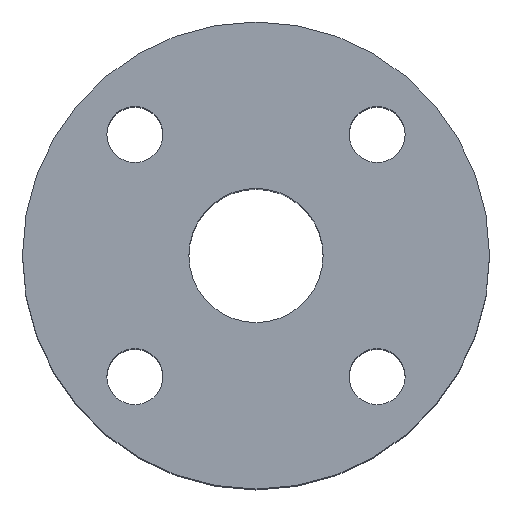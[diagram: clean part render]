
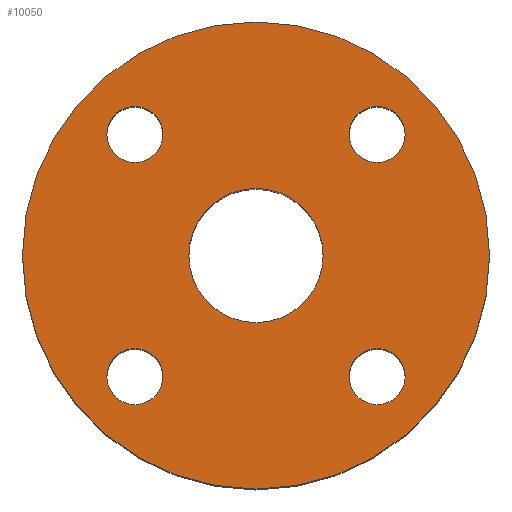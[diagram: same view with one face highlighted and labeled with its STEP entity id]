
A CAD part, top view. The second image highlights one B-rep face of the part: STEP entity #10050.
In plain terms, the highlighted planar face has unit normal (0, 0, 1).
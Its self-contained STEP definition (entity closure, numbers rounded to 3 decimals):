
#153 = CARTESIAN_POINT ( 'NONE',  ( 38.891, 38.891, 0. ) ) ;
#443 = DIRECTION ( 'NONE',  ( 0., 1., 0. ) ) ;
#631 = AXIS2_PLACEMENT_3D ( 'NONE', #2960, #740, #5292 ) ;
#632 = DIRECTION ( 'NONE',  ( 0., 0., 1. ) ) ;
#694 = EDGE_CURVE ( 'NONE', #22240, #4836, #1039, .T. ) ;
#740 = DIRECTION ( 'NONE',  ( 0., 0., 1. ) ) ;
#780 = EDGE_CURVE ( 'NONE', #25267, #22016, #10841, .T. ) ;
#876 = EDGE_CURVE ( 'NONE', #6966, #11962, #5660, .T. ) ;
#1039 = CIRCLE ( 'NONE', #23506, 9. ) ;
#1166 = ORIENTED_EDGE ( 'NONE', *, *, #780, .F. ) ;
#1456 = EDGE_LOOP ( 'NONE', ( #3423, #19684 ) ) ;
#1707 = CIRCLE ( 'NONE', #4997, 9. ) ;
#1932 = AXIS2_PLACEMENT_3D ( 'NONE', #153, #9079, #8502 ) ;
#2069 = AXIS2_PLACEMENT_3D ( 'NONE', #16757, #632, #18954 ) ;
#2611 = DIRECTION ( 'NONE',  ( -1., 0., 0. ) ) ;
#2811 = DIRECTION ( 'NONE',  ( 0., 0., 1. ) ) ;
#2960 = CARTESIAN_POINT ( 'NONE',  ( 0., 0., 0. ) ) ;
#3104 = EDGE_LOOP ( 'NONE', ( #19536, #1166 ) ) ;
#3328 = AXIS2_PLACEMENT_3D ( 'NONE', #28290, #17170, #26097 ) ;
#3423 = ORIENTED_EDGE ( 'NONE', *, *, #15558, .F. ) ;
#3773 = VERTEX_POINT ( 'NONE', #16696 ) ;
#4107 = CARTESIAN_POINT ( 'NONE',  ( 21.55, 0., 0. ) ) ;
#4227 = CARTESIAN_POINT ( 'NONE',  ( -75., 0., 0. ) ) ;
#4521 = DIRECTION ( 'NONE',  ( 1., 0., 0. ) ) ;
#4817 = AXIS2_PLACEMENT_3D ( 'NONE', #6710, #15506, #4521 ) ;
#4836 = VERTEX_POINT ( 'NONE', #10036 ) ;
#4997 = AXIS2_PLACEMENT_3D ( 'NONE', #11575, #2811, #443 ) ;
#5171 = EDGE_CURVE ( 'NONE', #5611, #14992, #15024, .T. ) ;
#5200 = CIRCLE ( 'NONE', #22041, 9. ) ;
#5292 = DIRECTION ( 'NONE',  ( 1., 0., 0. ) ) ;
#5298 = ORIENTED_EDGE ( 'NONE', *, *, #14801, .T. ) ;
#5611 = VERTEX_POINT ( 'NONE', #23598 ) ;
#5660 = CIRCLE ( 'NONE', #25777, 21.55 ) ;
#5770 = DIRECTION ( 'NONE',  ( 1., 0., 0. ) ) ;
#6038 = DIRECTION ( 'NONE',  ( -1., 0., 0. ) ) ;
#6710 = CARTESIAN_POINT ( 'NONE',  ( 0., 0., 0. ) ) ;
#6966 = VERTEX_POINT ( 'NONE', #4107 ) ;
#6994 = FACE_BOUND ( 'NONE', #11031, .T. ) ;
#7319 = EDGE_CURVE ( 'NONE', #9510, #3773, #1707, .T. ) ;
#7474 = DIRECTION ( 'NONE',  ( 1., 0., 0. ) ) ;
#7505 = VERTEX_POINT ( 'NONE', #4227 ) ;
#7969 = CARTESIAN_POINT ( 'NONE',  ( 0., 0., 0. ) ) ;
#8136 = CARTESIAN_POINT ( 'NONE',  ( 47.891, -38.891, 0. ) ) ;
#8151 = CARTESIAN_POINT ( 'NONE',  ( 75., 0., 0. ) ) ;
#8502 = DIRECTION ( 'NONE',  ( 1., 0., 0. ) ) ;
#8594 = ORIENTED_EDGE ( 'NONE', *, *, #694, .F. ) ;
#8654 = ORIENTED_EDGE ( 'NONE', *, *, #876, .F. ) ;
#8976 = EDGE_LOOP ( 'NONE', ( #5298, #9086 ) ) ;
#9079 = DIRECTION ( 'NONE',  ( 0., 0., 1. ) ) ;
#9086 = ORIENTED_EDGE ( 'NONE', *, *, #12471, .T. ) ;
#9184 = FACE_BOUND ( 'NONE', #3104, .T. ) ;
#9510 = VERTEX_POINT ( 'NONE', #26943 ) ;
#9956 = DIRECTION ( 'NONE',  ( 0., 0., 1. ) ) ;
#10036 = CARTESIAN_POINT ( 'NONE',  ( 47.891, 38.891, 0. ) ) ;
#10050 = ADVANCED_FACE ( 'NONE', ( #9184, #17993, #18280, #27054, #6994, #28820 ), #22661, .F. ) ;
#10366 = AXIS2_PLACEMENT_3D ( 'NONE', #7969, #19531, #5770 ) ;
#10759 = DIRECTION ( 'NONE',  ( 0., 0., 1. ) ) ;
#10841 = CIRCLE ( 'NONE', #3328, 9. ) ;
#10940 = DIRECTION ( 'NONE',  ( 0., 0., -1. ) ) ;
#10983 = EDGE_CURVE ( 'NONE', #22016, #25267, #5200, .T. ) ;
#11031 = EDGE_LOOP ( 'NONE', ( #8654, #12752 ) ) ;
#11575 = CARTESIAN_POINT ( 'NONE',  ( -38.891, 38.891, 0. ) ) ;
#11782 = EDGE_CURVE ( 'NONE', #4836, #22240, #28569, .T. ) ;
#11962 = VERTEX_POINT ( 'NONE', #24003 ) ;
#12471 = EDGE_CURVE ( 'NONE', #7505, #17487, #23009, .T. ) ;
#12741 = CIRCLE ( 'NONE', #25856, 9. ) ;
#12752 = ORIENTED_EDGE ( 'NONE', *, *, #24686, .F. ) ;
#13695 = CIRCLE ( 'NONE', #4817, 75. ) ;
#14801 = EDGE_CURVE ( 'NONE', #17487, #7505, #13695, .T. ) ;
#14887 = DIRECTION ( 'NONE',  ( 0., 0., 1. ) ) ;
#14992 = VERTEX_POINT ( 'NONE', #27274 ) ;
#15024 = CIRCLE ( 'NONE', #17776, 9. ) ;
#15506 = DIRECTION ( 'NONE',  ( 0., 0., 1. ) ) ;
#15558 = EDGE_CURVE ( 'NONE', #3773, #9510, #12741, .T. ) ;
#16696 = CARTESIAN_POINT ( 'NONE',  ( -29.891, 38.891, 0. ) ) ;
#16757 = CARTESIAN_POINT ( 'NONE',  ( -38.891, -38.891, 0. ) ) ;
#16880 = DIRECTION ( 'NONE',  ( 0., 0., 1. ) ) ;
#17170 = DIRECTION ( 'NONE',  ( 0., 0., 1. ) ) ;
#17186 = CARTESIAN_POINT ( 'NONE',  ( -38.891, -38.891, 0. ) ) ;
#17487 = VERTEX_POINT ( 'NONE', #8151 ) ;
#17776 = AXIS2_PLACEMENT_3D ( 'NONE', #17186, #26111, #6038 ) ;
#17993 = FACE_BOUND ( 'NONE', #21030, .T. ) ;
#18280 = FACE_BOUND ( 'NONE', #1456, .T. ) ;
#18954 = DIRECTION ( 'NONE',  ( -1., 0., 0. ) ) ;
#19373 = CARTESIAN_POINT ( 'NONE',  ( 29.891, -38.891, 0. ) ) ;
#19531 = DIRECTION ( 'NONE',  ( 0., 0., 1. ) ) ;
#19536 = ORIENTED_EDGE ( 'NONE', *, *, #10983, .F. ) ;
#19684 = ORIENTED_EDGE ( 'NONE', *, *, #7319, .F. ) ;
#19713 = CARTESIAN_POINT ( 'NONE',  ( 38.891, -38.891, 0. ) ) ;
#19717 = DIRECTION ( 'NONE',  ( 0., 1., 0. ) ) ;
#19742 = AXIS2_PLACEMENT_3D ( 'NONE', #28962, #10940, #2611 ) ;
#21030 = EDGE_LOOP ( 'NONE', ( #24889, #21619 ) ) ;
#21616 = DIRECTION ( 'NONE',  ( 0., -1., 0. ) ) ;
#21619 = ORIENTED_EDGE ( 'NONE', *, *, #25229, .F. ) ;
#21683 = CIRCLE ( 'NONE', #2069, 9. ) ;
#22016 = VERTEX_POINT ( 'NONE', #8136 ) ;
#22041 = AXIS2_PLACEMENT_3D ( 'NONE', #19713, #14887, #21616 ) ;
#22240 = VERTEX_POINT ( 'NONE', #24206 ) ;
#22661 = PLANE ( 'NONE',  #19742 ) ;
#23005 = CARTESIAN_POINT ( 'NONE',  ( 0., 0., 0. ) ) ;
#23009 = CIRCLE ( 'NONE', #10366, 75. ) ;
#23506 = AXIS2_PLACEMENT_3D ( 'NONE', #27871, #16880, #28143 ) ;
#23598 = CARTESIAN_POINT ( 'NONE',  ( -29.891, -38.891, 0. ) ) ;
#24003 = CARTESIAN_POINT ( 'NONE',  ( -21.55, 0., 0. ) ) ;
#24110 = CARTESIAN_POINT ( 'NONE',  ( -38.891, 38.891, 0. ) ) ;
#24206 = CARTESIAN_POINT ( 'NONE',  ( 29.891, 38.891, 0. ) ) ;
#24686 = EDGE_CURVE ( 'NONE', #11962, #6966, #25914, .T. ) ;
#24889 = ORIENTED_EDGE ( 'NONE', *, *, #5171, .F. ) ;
#25229 = EDGE_CURVE ( 'NONE', #14992, #5611, #21683, .T. ) ;
#25267 = VERTEX_POINT ( 'NONE', #19373 ) ;
#25777 = AXIS2_PLACEMENT_3D ( 'NONE', #23005, #9956, #7474 ) ;
#25856 = AXIS2_PLACEMENT_3D ( 'NONE', #24110, #10759, #19717 ) ;
#25914 = CIRCLE ( 'NONE', #631, 21.55 ) ;
#25983 = EDGE_LOOP ( 'NONE', ( #27715, #8594 ) ) ;
#26097 = DIRECTION ( 'NONE',  ( 0., -1., 0. ) ) ;
#26111 = DIRECTION ( 'NONE',  ( 0., 0., 1. ) ) ;
#26943 = CARTESIAN_POINT ( 'NONE',  ( -47.891, 38.891, 0. ) ) ;
#27054 = FACE_BOUND ( 'NONE', #25983, .T. ) ;
#27274 = CARTESIAN_POINT ( 'NONE',  ( -47.891, -38.891, 0. ) ) ;
#27715 = ORIENTED_EDGE ( 'NONE', *, *, #11782, .F. ) ;
#27871 = CARTESIAN_POINT ( 'NONE',  ( 38.891, 38.891, 0. ) ) ;
#28143 = DIRECTION ( 'NONE',  ( 1., 0., 0. ) ) ;
#28290 = CARTESIAN_POINT ( 'NONE',  ( 38.891, -38.891, 0. ) ) ;
#28569 = CIRCLE ( 'NONE', #1932, 9. ) ;
#28820 = FACE_OUTER_BOUND ( 'NONE', #8976, .T. ) ;
#28962 = CARTESIAN_POINT ( 'NONE',  ( 0., 21.55, 0. ) ) ;
